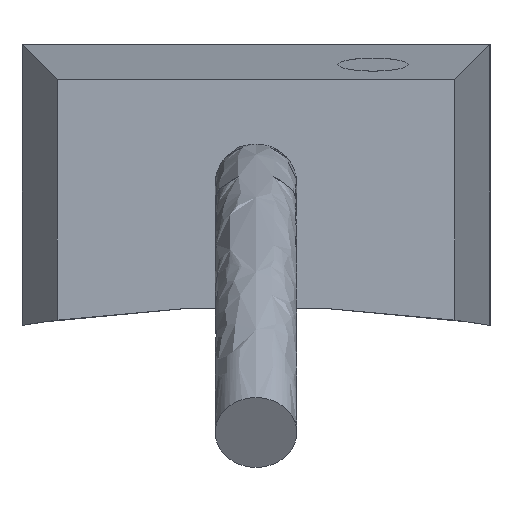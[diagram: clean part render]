
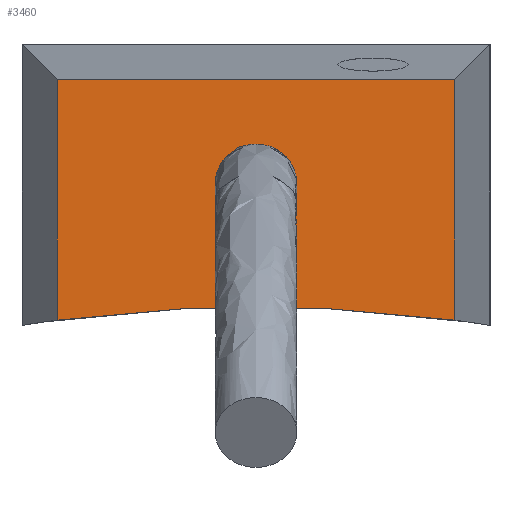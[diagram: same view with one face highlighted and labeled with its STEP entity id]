
A CAD part, left-side view. The second image highlights one B-rep face of the part: STEP entity #3460.
In plain terms, the highlighted planar face has unit normal (-1, 0, 0).
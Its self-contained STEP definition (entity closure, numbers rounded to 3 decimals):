
#282=CARTESIAN_POINT('',(0.097,10.097,7.75));
#283=VERTEX_POINT('',#282);
#284=CARTESIAN_POINT('',(0.097,10.097,7.75));
#285=CARTESIAN_POINT('',(0.097,9.869,7.75));
#286=CARTESIAN_POINT('',(0.097,9.644,7.705));
#287=CARTESIAN_POINT('',(0.097,9.222,7.532));
#288=CARTESIAN_POINT('',(0.097,9.03,7.406));
#289=CARTESIAN_POINT('',(0.097,8.706,7.085));
#290=CARTESIAN_POINT('',(0.097,8.576,6.895));
#291=CARTESIAN_POINT('',(0.097,8.398,6.476));
#292=CARTESIAN_POINT('',(0.097,8.35,6.251));
#293=CARTESIAN_POINT('',(0.097,8.344,5.795));
#294=CARTESIAN_POINT('',(0.097,8.386,5.569));
#295=CARTESIAN_POINT('',(0.097,8.553,5.145));
#296=CARTESIAN_POINT('',(0.097,8.678,4.951));
#297=CARTESIAN_POINT('',(0.097,8.993,4.623));
#298=CARTESIAN_POINT('',(0.097,9.182,4.491));
#299=CARTESIAN_POINT('',(0.097,9.599,4.307));
#300=CARTESIAN_POINT('',(0.097,9.823,4.257));
#301=CARTESIAN_POINT('',(0.097,10.279,4.245));
#302=CARTESIAN_POINT('',(0.097,10.506,4.283));
#303=CARTESIAN_POINT('',(0.097,10.932,4.445));
#304=CARTESIAN_POINT('',(0.097,11.127,4.567));
#305=CARTESIAN_POINT('',(0.097,11.46,4.878));
#306=CARTESIAN_POINT('',(0.097,11.594,5.065));
#307=CARTESIAN_POINT('',(0.097,11.783,5.48));
#308=CARTESIAN_POINT('',(0.097,11.837,5.703));
#309=CARTESIAN_POINT('',(0.097,11.855,6.159));
#310=CARTESIAN_POINT('',(0.097,11.819,6.386));
#311=CARTESIAN_POINT('',(0.097,11.663,6.814));
#312=CARTESIAN_POINT('',(0.097,11.544,7.011));
#313=CARTESIAN_POINT('',(0.097,11.236,7.348));
#314=CARTESIAN_POINT('',(0.097,11.051,7.484));
#315=CARTESIAN_POINT('',(0.097,10.729,7.637));
#316=CARTESIAN_POINT('',(0.097,10.607,7.679));
#317=CARTESIAN_POINT('',(0.097,10.355,7.736));
#318=CARTESIAN_POINT('',(0.097,10.226,7.75));
#319=CARTESIAN_POINT('',(0.097,10.097,7.75));
#320=B_SPLINE_CURVE_WITH_KNOTS('',3,(#284,#285,#286,#287,#288,#289,#290,#291,#292,#293,#294,#295,#296,#297,#298,#299,#300,#301,#302,#303,#304,#305,#306,#307,#308,#309,#310,#311,#312,#313,#314,#315,#316,#317,#318,#319),.UNSPECIFIED.,.T.,.U.,(4,2,2,2,2,2,2,2,2,2,2,2,2,2,2,2,2,4),(0.0,0.068,0.137,0.205,0.273,0.342,0.41,0.479,0.547,0.615,0.684,0.752,0.82,0.889,0.957,1.025,1.064,1.103),.UNSPECIFIED.);
#321=EDGE_CURVE('',#283,#283,#320,.T.);
#3238=CARTESIAN_POINT('',(0.097,18.597,0.223));
#3239=VERTEX_POINT('',#3238);
#3240=CARTESIAN_POINT('',(0.097,1.597,0.223));
#3241=VERTEX_POINT('',#3240);
#3242=CARTESIAN_POINT('',(0.097,10.097,-62.1));
#3243=DIRECTION('',(1.0,0.0,0.0));
#3244=DIRECTION('',(0.0,0.0,1.0));
#3245=AXIS2_PLACEMENT_3D('',#3242,#3243,#3244);
#3246=CIRCLE('',#3245,62.9);
#3247=EDGE_CURVE('',#3239,#3241,#3246,.T.);
#3427=CARTESIAN_POINT('',(0.097,0.097,0.0));
#3428=DIRECTION('',(-1.0,0.0,0.0));
#3429=DIRECTION('',(0.0,0.0,1.0));
#3430=AXIS2_PLACEMENT_3D('',#3427,#3428,#3429);
#3431=PLANE('',#3430);
#3432=ORIENTED_EDGE('',*,*,#3247,.T.);
#3433=CARTESIAN_POINT('',(0.097,1.597,10.5));
#3434=VERTEX_POINT('',#3433);
#3435=CARTESIAN_POINT('',(0.097,1.597,10.5));
#3436=DIRECTION('',(0.0,0.0,-1.0));
#3437=VECTOR('',#3436,10.277);
#3438=LINE('',#3435,#3437);
#3439=EDGE_CURVE('',#3434,#3241,#3438,.T.);
#3440=ORIENTED_EDGE('',*,*,#3439,.F.);
#3441=CARTESIAN_POINT('',(0.097,18.597,10.5));
#3442=VERTEX_POINT('',#3441);
#3443=CARTESIAN_POINT('',(0.097,18.597,10.5));
#3444=DIRECTION('',(0.0,-1.0,0.0));
#3445=VECTOR('',#3444,17.);
#3446=LINE('',#3443,#3445);
#3447=EDGE_CURVE('',#3442,#3434,#3446,.T.);
#3448=ORIENTED_EDGE('',*,*,#3447,.F.);
#3449=CARTESIAN_POINT('',(0.097,18.597,0.223));
#3450=DIRECTION('',(0.0,0.0,1.0));
#3451=VECTOR('',#3450,10.277);
#3452=LINE('',#3449,#3451);
#3453=EDGE_CURVE('',#3239,#3442,#3452,.T.);
#3454=ORIENTED_EDGE('',*,*,#3453,.F.);
#3455=EDGE_LOOP('',(#3432,#3440,#3448,#3454));
#3456=FACE_OUTER_BOUND('',#3455,.T.);
#3457=ORIENTED_EDGE('',*,*,#321,.T.);
#3458=EDGE_LOOP('',(#3457));
#3459=FACE_BOUND('',#3458,.T.);
#3460=ADVANCED_FACE('',(#3456,#3459),#3431,.T.);
